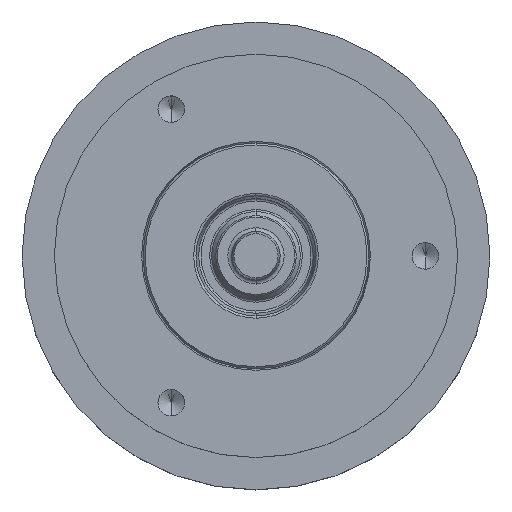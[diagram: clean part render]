
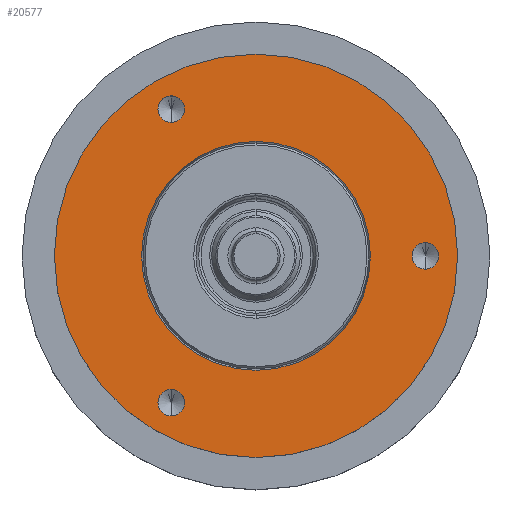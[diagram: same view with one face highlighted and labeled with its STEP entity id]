
A CAD part, top view. The second image highlights one B-rep face of the part: STEP entity #20577.
In plain terms, the highlighted planar face has unit normal (0, 0, 1).
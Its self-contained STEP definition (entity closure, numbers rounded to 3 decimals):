
#3891=CARTESIAN_POINT('',(0.,0.,27.));
#3892=DIRECTION('',(0.,0.,-1.));
#3893=DIRECTION('',(0.,1.,0.));
#3894=AXIS2_PLACEMENT_3D('',#3891,#3892,#3893);
#3896=CARTESIAN_POINT('',(0.,0.,27.));
#3897=DIRECTION('',(0.,0.,-1.));
#3898=DIRECTION('',(0.,-1.,0.));
#3899=AXIS2_PLACEMENT_3D('',#3896,#3897,#3898);
#3901=CARTESIAN_POINT('',(21.,0.,27.));
#3902=DIRECTION('',(0.,0.,1.));
#3903=DIRECTION('',(0.,-1.,0.));
#3904=AXIS2_PLACEMENT_3D('',#3901,#3902,#3903);
#3906=CARTESIAN_POINT('',(21.,0.,27.));
#3907=DIRECTION('',(0.,0.,1.));
#3908=DIRECTION('',(0.,1.,0.));
#3909=AXIS2_PLACEMENT_3D('',#3906,#3907,#3908);
#3911=CARTESIAN_POINT('',(-10.5,-18.187,27.));
#3912=DIRECTION('',(0.,0.,1.));
#3913=DIRECTION('',(0.,-1.,0.));
#3914=AXIS2_PLACEMENT_3D('',#3911,#3912,#3913);
#3916=CARTESIAN_POINT('',(-10.5,-18.187,27.));
#3917=DIRECTION('',(0.,0.,1.));
#3918=DIRECTION('',(0.,1.,0.));
#3919=AXIS2_PLACEMENT_3D('',#3916,#3917,#3918);
#3921=CARTESIAN_POINT('',(-10.5,18.187,27.));
#3922=DIRECTION('',(0.,0.,1.));
#3923=DIRECTION('',(0.,-1.,0.));
#3924=AXIS2_PLACEMENT_3D('',#3921,#3922,#3923);
#3926=CARTESIAN_POINT('',(-10.5,18.187,27.));
#3927=DIRECTION('',(0.,0.,1.));
#3928=DIRECTION('',(0.,1.,0.));
#3929=AXIS2_PLACEMENT_3D('',#3926,#3927,#3928);
#3936=CARTESIAN_POINT('',(0.,0.,27.));
#3937=DIRECTION('',(0.,0.,-1.));
#3938=DIRECTION('',(-1.,0.,0.));
#3939=AXIS2_PLACEMENT_3D('',#3936,#3937,#3938);
#3954=CARTESIAN_POINT('',(0.,0.,27.));
#3955=DIRECTION('',(0.,0.,-1.));
#3956=DIRECTION('',(1.,0.,0.));
#3957=AXIS2_PLACEMENT_3D('',#3954,#3955,#3956);
#16209=CARTESIAN_POINT('',(0.,25.,27.));
#16210=CARTESIAN_POINT('',(0.,-25.,27.));
#16211=VERTEX_POINT('',#16209);
#16212=VERTEX_POINT('',#16210);
#16237=CARTESIAN_POINT('',(14.188,0.,27.));
#16238=CARTESIAN_POINT('',(-14.188,0.,27.));
#16239=VERTEX_POINT('',#16237);
#16240=VERTEX_POINT('',#16238);
#16251=CARTESIAN_POINT('',(21.,-1.65,27.));
#16252=CARTESIAN_POINT('',(21.,1.65,27.));
#16253=VERTEX_POINT('',#16251);
#16254=VERTEX_POINT('',#16252);
#16261=CARTESIAN_POINT('',(-10.5,-19.837,27.));
#16262=CARTESIAN_POINT('',(-10.5,-16.537,27.));
#16263=VERTEX_POINT('',#16261);
#16264=VERTEX_POINT('',#16262);
#16271=CARTESIAN_POINT('',(-10.5,16.537,27.));
#16272=CARTESIAN_POINT('',(-10.5,19.837,27.));
#16273=VERTEX_POINT('',#16271);
#16274=VERTEX_POINT('',#16272);
#20543=CARTESIAN_POINT('',(0.,0.,27.));
#20544=DIRECTION('',(0.,0.,1.));
#20545=DIRECTION('',(1.,0.,0.));
#20546=AXIS2_PLACEMENT_3D('',#20543,#20544,#20545);
#20547=PLANE('',#20546);
#20549=ORIENTED_EDGE('',*,*,#20548,.T.);
#20550=ORIENTED_EDGE('',*,*,#20533,.T.);
#20551=EDGE_LOOP('',(#20549,#20550));
#20552=FACE_OUTER_BOUND('',#20551,.F.);
#20554=ORIENTED_EDGE('',*,*,#20553,.F.);
#20556=ORIENTED_EDGE('',*,*,#20555,.F.);
#20557=EDGE_LOOP('',(#20554,#20556));
#20558=FACE_BOUND('',#20557,.F.);
#20560=ORIENTED_EDGE('',*,*,#20559,.T.);
#20562=ORIENTED_EDGE('',*,*,#20561,.T.);
#20563=EDGE_LOOP('',(#20560,#20562));
#20564=FACE_BOUND('',#20563,.F.);
#20566=ORIENTED_EDGE('',*,*,#20565,.T.);
#20568=ORIENTED_EDGE('',*,*,#20567,.T.);
#20569=EDGE_LOOP('',(#20566,#20568));
#20570=FACE_BOUND('',#20569,.F.);
#20572=ORIENTED_EDGE('',*,*,#20571,.T.);
#20574=ORIENTED_EDGE('',*,*,#20573,.T.);
#20575=EDGE_LOOP('',(#20572,#20574));
#20576=FACE_BOUND('',#20575,.F.);
#3895=CIRCLE('',#3894,25.);
#3900=CIRCLE('',#3899,25.);
#3905=CIRCLE('',#3904,1.65);
#3910=CIRCLE('',#3909,1.65);
#3915=CIRCLE('',#3914,1.65);
#3920=CIRCLE('',#3919,1.65);
#3925=CIRCLE('',#3924,1.65);
#3930=CIRCLE('',#3929,1.65);
#3940=CIRCLE('',#3939,14.188);
#3958=CIRCLE('',#3957,14.188);
#20533=EDGE_CURVE('',#16212,#16211,#3900,.T.);
#20548=EDGE_CURVE('',#16211,#16212,#3895,.T.);
#20553=EDGE_CURVE('',#16240,#16239,#3940,.T.);
#20555=EDGE_CURVE('',#16239,#16240,#3958,.T.);
#20559=EDGE_CURVE('',#16253,#16254,#3905,.T.);
#20561=EDGE_CURVE('',#16254,#16253,#3910,.T.);
#20565=EDGE_CURVE('',#16263,#16264,#3915,.T.);
#20567=EDGE_CURVE('',#16264,#16263,#3920,.T.);
#20571=EDGE_CURVE('',#16273,#16274,#3925,.T.);
#20573=EDGE_CURVE('',#16274,#16273,#3930,.T.);
#20577=ADVANCED_FACE('',(#20552,#20558,#20564,#20570,#20576),#20547,.T.);
